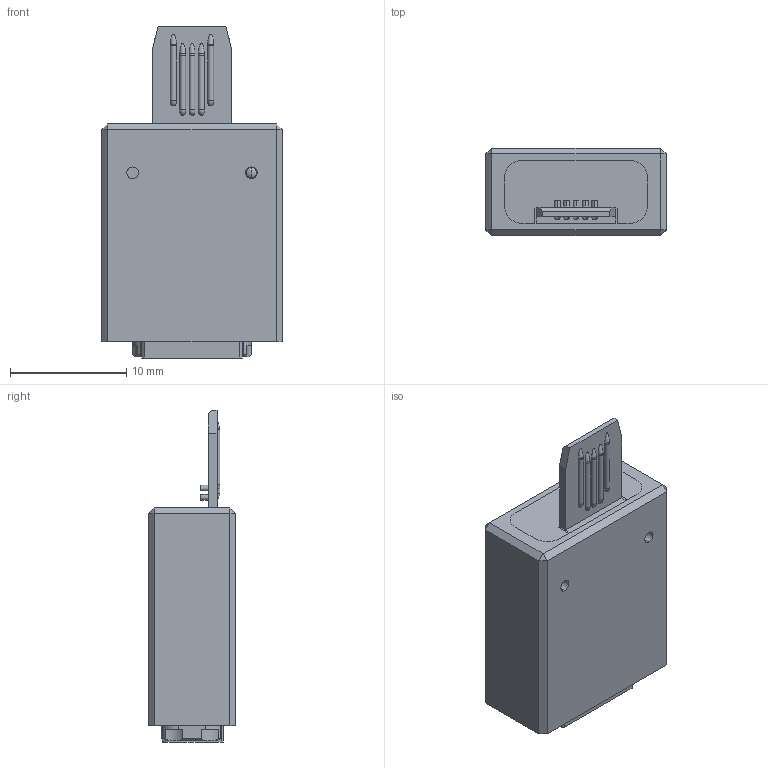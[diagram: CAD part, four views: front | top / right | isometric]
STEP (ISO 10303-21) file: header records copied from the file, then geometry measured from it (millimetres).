
FILE_DESCRIPTION (( 'STEP AP203' ), '1' );
FILE_NAME ('INGUN_112619.STEP', '2021-12-01T08:36:28', ( 'ochi' ), ( '' ), 'SwSTEP 2.0', 'SolidWorks 2018', '' );
FILE_SCHEMA (( 'CONFIG_CONTROL_DESIGN' ));
Length unit declared in the file: millimetre
Products named in the file (1): INGUN_112619
Bounding box: 15.5 x 7.5 x 28.5 mm (x, y, z)
Volume: 2048.4 mm3; surface area: 2131.5 mm2
Topology: 1 solids, 1 shells, 630 faces, 1825 edges, 1192 vertices
Faces by surface type: plane 398, cylinder 196, cone 20, torus 10, sphere 4, bspline 2
Entity records: 21379 total; most frequent: CARTESIAN_POINT 4992, ORIENTED_EDGE 3634, DIRECTION 3048, EDGE_CURVE 1817, VECTOR 1338, LINE 1338, VERTEX_POINT 1192, AXIS2_PLACEMENT_3D 855
